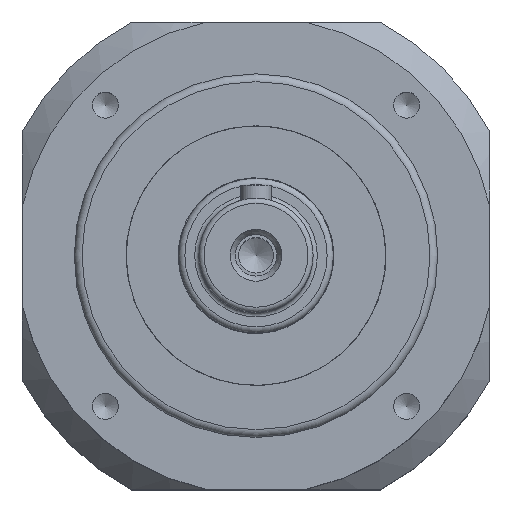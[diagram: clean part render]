
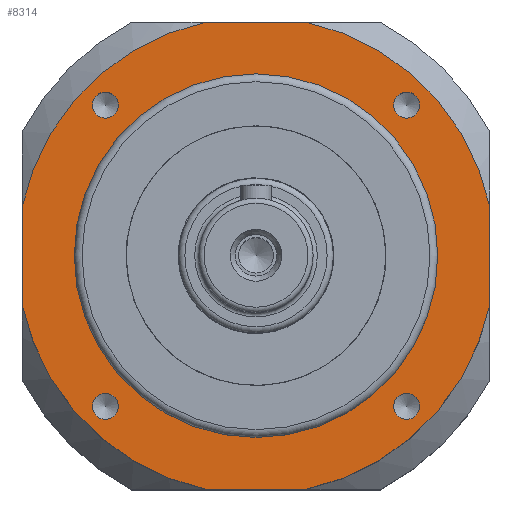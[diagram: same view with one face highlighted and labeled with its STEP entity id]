
A CAD part, top view. The second image highlights one B-rep face of the part: STEP entity #8314.
In plain terms, the highlighted planar face has unit normal (0, 0, 1).
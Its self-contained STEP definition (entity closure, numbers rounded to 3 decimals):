
#6844=CARTESIAN_POINT('',(-28.991,26.491,2.));
#6845=VERTEX_POINT('',#6844);
#6846=CARTESIAN_POINT('',(-28.991,28.991,2.));
#6847=DIRECTION('',(0.0,0.0,1.0));
#6848=DIRECTION('',(0.0,-1.0,0.0));
#6849=AXIS2_PLACEMENT_3D('',#6846,#6847,#6848);
#6850=CIRCLE('',#6849,2.5);
#6851=EDGE_CURVE('',#6845,#6845,#6850,.T.);
#6881=CARTESIAN_POINT('',(-28.991,-31.491,2.));
#6882=VERTEX_POINT('',#6881);
#6883=CARTESIAN_POINT('',(-28.991,-28.991,2.));
#6884=DIRECTION('',(0.0,0.0,1.0));
#6885=DIRECTION('',(0.0,-1.0,0.0));
#6886=AXIS2_PLACEMENT_3D('',#6883,#6884,#6885);
#6887=CIRCLE('',#6886,2.5);
#6888=EDGE_CURVE('',#6882,#6882,#6887,.T.);
#6918=CARTESIAN_POINT('',(28.991,-31.491,2.));
#6919=VERTEX_POINT('',#6918);
#6920=CARTESIAN_POINT('',(28.991,-28.991,2.));
#6921=DIRECTION('',(0.0,0.0,1.0));
#6922=DIRECTION('',(0.0,-1.0,0.0));
#6923=AXIS2_PLACEMENT_3D('',#6920,#6921,#6922);
#6924=CIRCLE('',#6923,2.5);
#6925=EDGE_CURVE('',#6919,#6919,#6924,.T.);
#7066=CARTESIAN_POINT('',(31.491,28.991,2.));
#7067=VERTEX_POINT('',#7066);
#7068=CARTESIAN_POINT('',(28.991,28.991,2.));
#7069=DIRECTION('',(0.0,0.0,1.0));
#7070=DIRECTION('',(1.0,0.0,0.0));
#7071=AXIS2_PLACEMENT_3D('',#7068,#7069,#7070);
#7072=CIRCLE('',#7071,2.5);
#7073=EDGE_CURVE('',#7067,#7067,#7072,.T.);
#7160=CARTESIAN_POINT('',(0.0,35.0,2.));
#7161=VERTEX_POINT('',#7160);
#7162=CARTESIAN_POINT('',(0.0,0.,2.));
#7163=DIRECTION('',(0.0,0.0,-1.0));
#7164=DIRECTION('',(0.0,1.0,0.0));
#7165=AXIS2_PLACEMENT_3D('',#7162,#7163,#7164);
#7166=CIRCLE('',#7165,35.0);
#7167=EDGE_CURVE('',#7161,#7161,#7166,.T.);
#8142=CARTESIAN_POINT('',(45.,-9.539,2.));
#8143=VERTEX_POINT('',#8142);
#8150=CARTESIAN_POINT('',(9.539,-45.,2.0));
#8151=VERTEX_POINT('',#8150);
#8152=CARTESIAN_POINT('',(0.0,0.,2.));
#8153=DIRECTION('',(0.0,0.0,-1.0));
#8154=DIRECTION('',(0.0,1.0,0.0));
#8155=AXIS2_PLACEMENT_3D('',#8152,#8153,#8154);
#8156=CIRCLE('',#8155,46.);
#8157=EDGE_CURVE('',#8143,#8151,#8156,.T.);
#8173=CARTESIAN_POINT('',(9.539,45.,2.));
#8174=VERTEX_POINT('',#8173);
#8175=CARTESIAN_POINT('',(45.,9.539,2.));
#8176=VERTEX_POINT('',#8175);
#8177=CARTESIAN_POINT('',(0.0,0.,2.));
#8178=DIRECTION('',(0.0,0.0,-1.0));
#8179=DIRECTION('',(0.0,1.0,0.0));
#8180=AXIS2_PLACEMENT_3D('',#8177,#8178,#8179);
#8181=CIRCLE('',#8180,46.);
#8182=EDGE_CURVE('',#8174,#8176,#8181,.T.);
#8206=CARTESIAN_POINT('',(-9.539,-45.,2.));
#8207=VERTEX_POINT('',#8206);
#8214=CARTESIAN_POINT('',(-45.,-9.539,2.));
#8215=VERTEX_POINT('',#8214);
#8216=CARTESIAN_POINT('',(0.0,0.,2.));
#8217=DIRECTION('',(0.0,0.0,-1.0));
#8218=DIRECTION('',(0.0,1.0,0.0));
#8219=AXIS2_PLACEMENT_3D('',#8216,#8217,#8218);
#8220=CIRCLE('',#8219,46.);
#8221=EDGE_CURVE('',#8207,#8215,#8220,.T.);
#8238=CARTESIAN_POINT('',(-45.,9.539,2.));
#8239=VERTEX_POINT('',#8238);
#8246=CARTESIAN_POINT('',(-9.539,45.,2.));
#8247=VERTEX_POINT('',#8246);
#8248=CARTESIAN_POINT('',(0.0,0.,2.));
#8249=DIRECTION('',(0.0,0.0,-1.0));
#8250=DIRECTION('',(0.0,1.0,0.0));
#8251=AXIS2_PLACEMENT_3D('',#8248,#8249,#8250);
#8252=CIRCLE('',#8251,46.);
#8253=EDGE_CURVE('',#8239,#8247,#8252,.T.);
#8264=CARTESIAN_POINT('',(0.0,46.,2.));
#8265=DIRECTION('',(0.0,0.0,1.0));
#8266=DIRECTION('',(1.0,0.0,0.0));
#8267=AXIS2_PLACEMENT_3D('',#8264,#8265,#8266);
#8268=PLANE('',#8267);
#8269=ORIENTED_EDGE('',*,*,#8157,.F.);
#8270=CARTESIAN_POINT('',(45.,-9.539,2.));
#8271=DIRECTION('',(0.0,1.0,0.0));
#8272=VECTOR('',#8271,19.079);
#8273=LINE('',#8270,#8272);
#8274=EDGE_CURVE('',#8143,#8176,#8273,.T.);
#8275=ORIENTED_EDGE('',*,*,#8274,.T.);
#8276=ORIENTED_EDGE('',*,*,#8182,.F.);
#8277=CARTESIAN_POINT('',(9.539,45.,2.));
#8278=DIRECTION('',(-1.0,0.0,0.0));
#8279=VECTOR('',#8278,19.079);
#8280=LINE('',#8277,#8279);
#8281=EDGE_CURVE('',#8174,#8247,#8280,.T.);
#8282=ORIENTED_EDGE('',*,*,#8281,.T.);
#8283=ORIENTED_EDGE('',*,*,#8253,.F.);
#8284=CARTESIAN_POINT('',(-45.,9.539,2.));
#8285=DIRECTION('',(0.0,-1.0,0.0));
#8286=VECTOR('',#8285,19.079);
#8287=LINE('',#8284,#8286);
#8288=EDGE_CURVE('',#8239,#8215,#8287,.T.);
#8289=ORIENTED_EDGE('',*,*,#8288,.T.);
#8290=ORIENTED_EDGE('',*,*,#8221,.F.);
#8291=CARTESIAN_POINT('',(-9.539,-45.,2.));
#8292=DIRECTION('',(1.0,0.0,0.0));
#8293=VECTOR('',#8292,19.079);
#8294=LINE('',#8291,#8293);
#8295=EDGE_CURVE('',#8207,#8151,#8294,.T.);
#8296=ORIENTED_EDGE('',*,*,#8295,.T.);
#8297=EDGE_LOOP('',(#8269,#8275,#8276,#8282,#8283,#8289,#8290,#8296));
#8298=FACE_OUTER_BOUND('',#8297,.T.);
#8299=ORIENTED_EDGE('',*,*,#6888,.F.);
#8300=EDGE_LOOP('',(#8299));
#8301=FACE_BOUND('',#8300,.T.);
#8302=ORIENTED_EDGE('',*,*,#6925,.F.);
#8303=EDGE_LOOP('',(#8302));
#8304=FACE_BOUND('',#8303,.T.);
#8305=ORIENTED_EDGE('',*,*,#7073,.F.);
#8306=EDGE_LOOP('',(#8305));
#8307=FACE_BOUND('',#8306,.T.);
#8308=ORIENTED_EDGE('',*,*,#7167,.T.);
#8309=EDGE_LOOP('',(#8308));
#8310=FACE_BOUND('',#8309,.T.);
#8311=ORIENTED_EDGE('',*,*,#6851,.F.);
#8312=EDGE_LOOP('',(#8311));
#8313=FACE_BOUND('',#8312,.T.);
#8314=ADVANCED_FACE('',(#8298,#8301,#8304,#8307,#8310,#8313),#8268,.T.);
